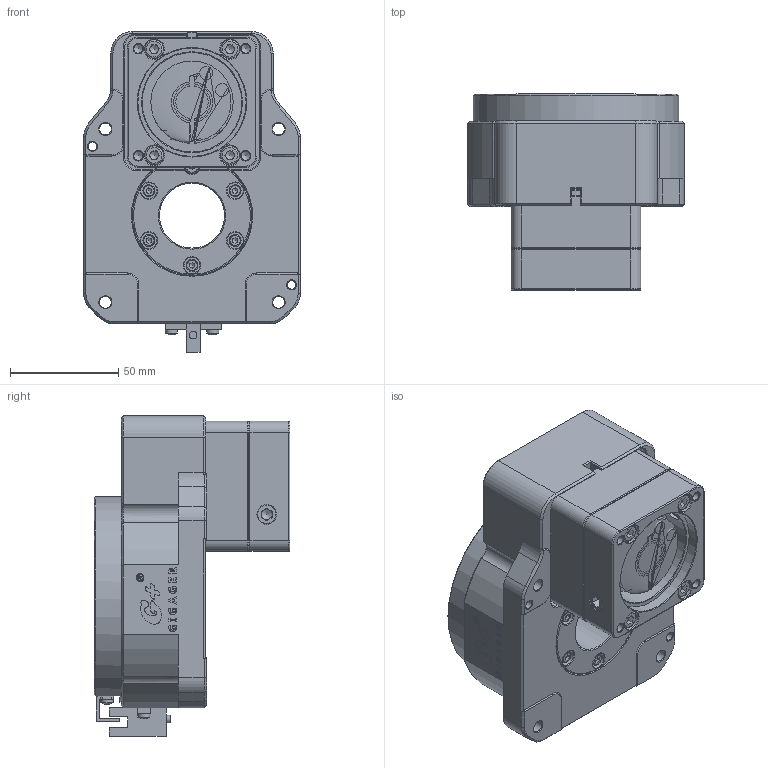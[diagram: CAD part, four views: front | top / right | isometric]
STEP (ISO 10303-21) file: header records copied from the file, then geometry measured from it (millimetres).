
FILE_DESCRIPTION (( 'STEP AP203' ), '1' );
FILE_NAME ('GSB100-08K-SV2.step', '2021-06-01T02:06:26', ( 'Microsoft' ), ( 'Microsoft' ), 'SwSTEP 2.0', 'SolidWorks 2019', '' );
FILE_SCHEMA (( 'CONFIG_CONTROL_DESIGN' ));
Length unit declared in the file: millimetre
Products named in the file (1): GSB100-08K-SV2
Bounding box: 100 x 90.5 x 148.2 mm (x, y, z)
Volume: 506315.1 mm3; surface area: 149467.8 mm2
Topology: 27 solids, 30 shells, 1206 faces, 2930 edges, 1832 vertices
Faces by surface type: plane 562, cylinder 260, cone 212, bspline 114, torus 54, sphere 4
Full cylindrical faces by diameter (mm): 1.5 x1, 2.5 x4, 3 x9, 3.2 x2, 3.3 x6, 3.5 x1, 4 x7, 4.2 x19, 4.5 x6, 5 x11, 5.5 x14, 5.6 x4, 6 x2, 6.5 x4, 7 x1, 7.5 x5, 8.5 x7, 9 x4, 9.5 x4, 10 x6, 14 x1, 15 x1, 16.68 x1, 19.4 x2, 20 x5, 30 x1, 32 x1, 34 x1, 34.6 x1, 35 x3
Entity records: 37663 total; most frequent: CARTESIAN_POINT 11770, DIRECTION 5132, ORIENTED_EDGE 4986, EDGE_CURVE 2493, AXIS2_PLACEMENT_3D 1942, VERTEX_POINT 1732, EDGE_LOOP 1681, FACE_OUTER_BOUND 1385
